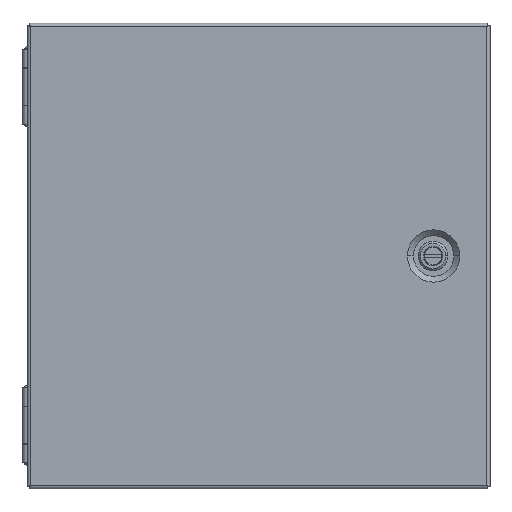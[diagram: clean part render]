
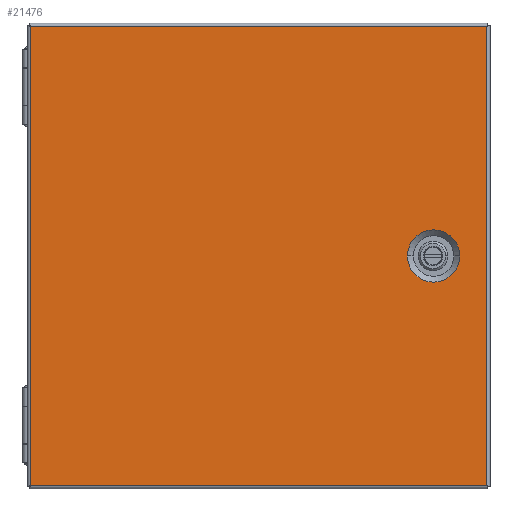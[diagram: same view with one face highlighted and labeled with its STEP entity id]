
A CAD part, top view. The second image highlights one B-rep face of the part: STEP entity #21476.
In plain terms, the highlighted planar face has unit normal (0, 0, 1).
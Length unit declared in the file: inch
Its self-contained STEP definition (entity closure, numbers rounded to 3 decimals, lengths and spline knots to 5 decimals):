
#70 = CARTESIAN_POINT ( 'NONE',  ( 6.0425, 6.104, 8.118 ) ) ;
#448 = CARTESIAN_POINT ( 'NONE',  ( 4.6285, 0., 8.118 ) ) ;
#489 = VERTEX_POINT ( 'NONE', #70 ) ;
#1141 = EDGE_CURVE ( 'NONE', #13601, #16092, #16311, .T. ) ;
#1369 = EDGE_LOOP ( 'NONE', ( #22930, #9673 ) ) ;
#1885 = LINE ( 'NONE', #5483, #9364 ) ;
#2299 = DIRECTION ( 'NONE',  ( 0., 0., -1. ) ) ;
#2865 = VECTOR ( 'NONE', #20544, 39.37008 ) ;
#3063 = AXIS2_PLACEMENT_3D ( 'NONE', #8429, #11766, #19222 ) ;
#3080 = ORIENTED_EDGE ( 'NONE', *, *, #4382, .T. ) ;
#3821 = ORIENTED_EDGE ( 'NONE', *, *, #1141, .T. ) ;
#4382 = EDGE_CURVE ( 'NONE', #489, #13601, #1885, .T. ) ;
#4872 = EDGE_CURVE ( 'NONE', #23491, #18291, #10014, .T. ) ;
#5483 = CARTESIAN_POINT ( 'NONE',  ( 6.0425, 6.104, 8.118 ) ) ;
#6671 = AXIS2_PLACEMENT_3D ( 'NONE', #448, #2299, #15192 ) ;
#6674 = ORIENTED_EDGE ( 'NONE', *, *, #8444, .T. ) ;
#6894 = DIRECTION ( 'NONE',  ( 0., 1., 0. ) ) ;
#7265 = DIRECTION ( 'NONE',  ( -1., 0., 0. ) ) ;
#7400 = LINE ( 'NONE', #12321, #19185 ) ;
#7818 = CARTESIAN_POINT ( 'NONE',  ( -6.0855, -6.104, 8.118 ) ) ;
#8429 = CARTESIAN_POINT ( 'NONE',  ( 4.6285, 0., 8.118 ) ) ;
#8444 = EDGE_CURVE ( 'NONE', #11561, #489, #7400, .T. ) ;
#9364 = VECTOR ( 'NONE', #7265, 39.37008 ) ;
#9473 = DIRECTION ( 'NONE',  ( 0., 0., 1. ) ) ;
#9673 = ORIENTED_EDGE ( 'NONE', *, *, #4872, .T. ) ;
#10014 = CIRCLE ( 'NONE', #6671, 0.69489 ) ;
#11150 = CARTESIAN_POINT ( 'NONE',  ( 6.0425, -6.104, 8.118 ) ) ;
#11227 = DIRECTION ( 'NONE',  ( 1., 0., 0. ) ) ;
#11287 = CARTESIAN_POINT ( 'NONE',  ( 5.32339, 0., 8.118 ) ) ;
#11561 = VERTEX_POINT ( 'NONE', #12677 ) ;
#11766 = DIRECTION ( 'NONE',  ( 0., 0., -1. ) ) ;
#11878 = EDGE_LOOP ( 'NONE', ( #3080, #3821, #13472, #6674 ) ) ;
#12004 = FACE_OUTER_BOUND ( 'NONE', #11878, .T. ) ;
#12321 = CARTESIAN_POINT ( 'NONE',  ( 6.0425, -6.104, 8.118 ) ) ;
#12677 = CARTESIAN_POINT ( 'NONE',  ( 6.0425, -6.104, 8.118 ) ) ;
#12842 = EDGE_CURVE ( 'NONE', #18291, #23491, #21730, .T. ) ;
#12980 = LINE ( 'NONE', #13060, #2865 ) ;
#13060 = CARTESIAN_POINT ( 'NONE',  ( 6.0425, -6.104, 8.118 ) ) ;
#13472 = ORIENTED_EDGE ( 'NONE', *, *, #18678, .T. ) ;
#13601 = VERTEX_POINT ( 'NONE', #18062 ) ;
#15192 = DIRECTION ( 'NONE',  ( 1., 0., 0. ) ) ;
#16092 = VERTEX_POINT ( 'NONE', #22249 ) ;
#16311 = LINE ( 'NONE', #7818, #23237 ) ;
#16375 = FACE_BOUND ( 'NONE', #1369, .T. ) ;
#17265 = DIRECTION ( 'NONE',  ( 0., -1., 0. ) ) ;
#18062 = CARTESIAN_POINT ( 'NONE',  ( -6.0855, 6.104, 8.118 ) ) ;
#18291 = VERTEX_POINT ( 'NONE', #11287 ) ;
#18678 = EDGE_CURVE ( 'NONE', #16092, #11561, #12980, .T. ) ;
#19185 = VECTOR ( 'NONE', #6894, 39.37008 ) ;
#19222 = DIRECTION ( 'NONE',  ( 1., 0., 0. ) ) ;
#19687 = AXIS2_PLACEMENT_3D ( 'NONE', #11150, #9473, #11227 ) ;
#20544 = DIRECTION ( 'NONE',  ( 1., 0., 0. ) ) ;
#21476 = ADVANCED_FACE ( 'NONE', ( #16375, #12004 ), #22207, .T. ) ;
#21730 = CIRCLE ( 'NONE', #3063, 0.69489 ) ;
#22207 = PLANE ( 'NONE',  #19687 ) ;
#22249 = CARTESIAN_POINT ( 'NONE',  ( -6.0855, -6.104, 8.118 ) ) ;
#22629 = CARTESIAN_POINT ( 'NONE',  ( 3.93361, 0., 8.118 ) ) ;
#22930 = ORIENTED_EDGE ( 'NONE', *, *, #12842, .T. ) ;
#23237 = VECTOR ( 'NONE', #17265, 39.37008 ) ;
#23491 = VERTEX_POINT ( 'NONE', #22629 ) ;
